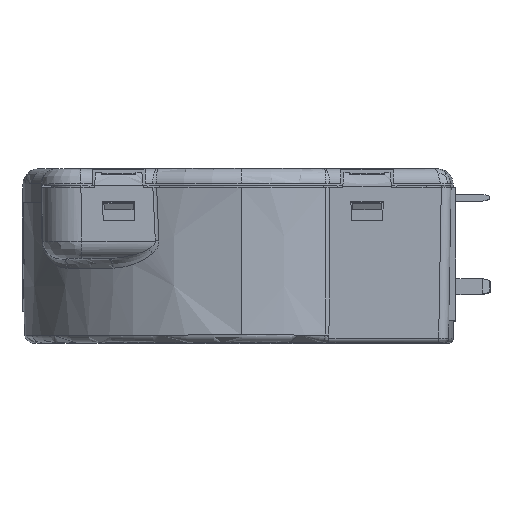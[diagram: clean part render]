
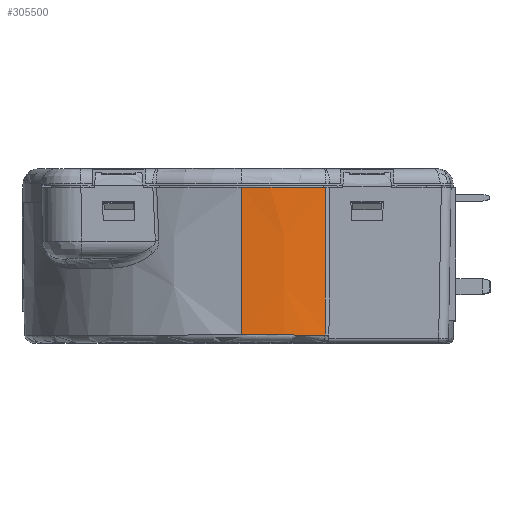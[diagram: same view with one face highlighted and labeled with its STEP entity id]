
A CAD part, top view. The second image highlights one B-rep face of the part: STEP entity #305500.
In plain terms, the highlighted conical face has half-angle 1 degrees and reference radius 22 mm.
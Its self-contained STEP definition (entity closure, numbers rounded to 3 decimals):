
#16370=CARTESIAN_POINT('',(1.649,7.23,
0.876));
#16380=DIRECTION('',(0.,-1.,0.));
#16390=DIRECTION('',(0.,0.,1.));
#16400=AXIS2_PLACEMENT_3D('',#16370,#16380,#16390);
#16410=CIRCLE('',#16400,22.236);
#16420=CARTESIAN_POINT('',(1.649,7.23,
23.111));
#16430=VERTEX_POINT('',#16420);
#16460=CARTESIAN_POINT('',(-6.984,7.23,
21.367));
#16470=VERTEX_POINT('',#16460);
#16480=EDGE_CURVE('',#16430,#16470,#16410,.T.);
#80890=CARTESIAN_POINT('',(-6.981,8.23,
21.35));
#80900=CARTESIAN_POINT('',(-6.991,5.372,
21.399));
#80910=CARTESIAN_POINT('',(-7.002,2.514,
21.449));
#80920=CARTESIAN_POINT('',(-7.022,-3.203,
21.549));
#80930=CARTESIAN_POINT('',(-7.033,-6.061,
21.598));
#80940=CARTESIAN_POINT('',(-7.043,-8.92,
21.648));
#80950=B_SPLINE_CURVE_WITH_KNOTS('',3,(#80890,#80900,#80910,#80920,
#80930,#80940),.UNSPECIFIED.,.F.,.F.,(4,2,4),(58.77,
67.345,75.922),.UNSPECIFIED.);
#80960=CARTESIAN_POINT('',(-6.985,7.047,
21.37));
#80970=VERTEX_POINT('',#80960);
#80980=EDGE_CURVE('',#16470,#80970,#80950,.T.);
#81000=CARTESIAN_POINT('',(-6.981,8.23,
21.35));
#81010=CARTESIAN_POINT('',(-6.991,5.372,
21.399));
#81020=CARTESIAN_POINT('',(-7.002,2.514,
21.449));
#81030=CARTESIAN_POINT('',(-7.022,-3.203,
21.549));
#81040=CARTESIAN_POINT('',(-7.033,-6.061,
21.598));
#81050=CARTESIAN_POINT('',(-7.043,-8.92,
21.648));
#81060=(BOUNDED_CURVE() B_SPLINE_CURVE(3,(#81000,#81010,#81020,#81030,
#81040,#81050),.UNSPECIFIED.,.F.,.F.) B_SPLINE_CURVE_WITH_KNOTS((4,2,4),
(58.77,67.345,75.922),.UNSPECIFIED.) 
CURVE() GEOMETRIC_REPRESENTATION_ITEM() RATIONAL_B_SPLINE_CURVE((1.,1.,
1.,1.,1.,1.)) REPRESENTATION_ITEM(''));
#81070=CARTESIAN_POINT('',(-6.986,6.73,
21.376));
#81080=VERTEX_POINT('',#81070);
#81090=EDGE_CURVE('',#80970,#81080,#81060,.T.);
#81110=CARTESIAN_POINT('',(-7.04,-7.92,
21.631));
#81120=VERTEX_POINT('',#81110);
#81130=EDGE_CURVE('',#81080,#81120,#80950,.T.);
#96670=CARTESIAN_POINT('',(1.649,20.725,
0.876));
#96680=DIRECTION('',(0.,-1.,0.));
#96690=DIRECTION('',(0.,0.,1.));
#96700=AXIS2_PLACEMENT_3D('',#96670,#96680,#96690);
#96710=CONICAL_SURFACE('',#96700,22.,0.017);
#97390=CARTESIAN_POINT('',(1.649,-7.92,
0.876));
#97400=DIRECTION('',(0.,1.,0.));
#97410=DIRECTION('',(0.,0.,1.));
#97420=AXIS2_PLACEMENT_3D('',#97390,#97400,#97410);
#97430=CIRCLE('',#97420,22.5);
#97440=CARTESIAN_POINT('',(1.649,-7.92,
23.376));
#97450=VERTEX_POINT('',#97440);
#97480=CARTESIAN_POINT('',(1.649,20.725,
22.876));
#97490=DIRECTION('',(0.,-1.,
0.017));
#97500=VECTOR('',#97490,1260.571);
#97510=LINE('',#97480,#97500);
#97520=EDGE_CURVE('',#16430,#97450,#97510,.T.);
#110850=EDGE_CURVE('',#81120,#97450,#97430,.T.);
#305420=ORIENTED_EDGE('',*,*,#110850,.T.);
#305430=ORIENTED_EDGE('',*,*,#81130,.T.);
#305440=ORIENTED_EDGE('',*,*,#81090,.T.);
#305450=ORIENTED_EDGE('',*,*,#80980,.T.);
#305460=ORIENTED_EDGE('',*,*,#16480,.T.);
#305470=ORIENTED_EDGE('',*,*,#97520,.F.);
#305480=EDGE_LOOP('',(#305470,#305460,#305450,#305440,#305430,#305420));
#305490=FACE_OUTER_BOUND('',#305480,.T.);
#305500=ADVANCED_FACE('',(#305490),#96710,.T.);
